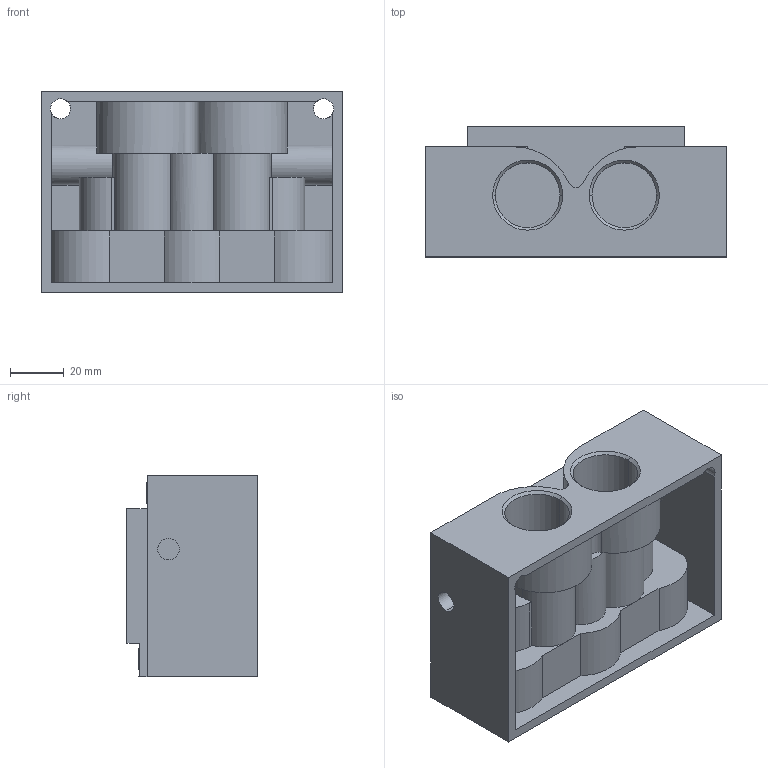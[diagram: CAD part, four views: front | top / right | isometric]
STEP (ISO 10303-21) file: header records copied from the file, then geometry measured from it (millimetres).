
FILE_DESCRIPTION (( 'STEP AP203' ), '1' );
FILE_NAME ('SIB54-S.STEP', '2016-01-15T05:26:56', ( 'yrd8' ), ( 'Hewlett-Packard Company' ), 'SwSTEP 2.0', 'SolidWorks 2008', '' );
FILE_SCHEMA (( 'CONFIG_CONTROL_DESIGN' ));
Length unit declared in the file: millimetre
Products named in the file (1): SIB54-S
Bounding box: 112 x 48.5 x 75 mm (x, y, z)
Volume: 207496.9 mm3; surface area: 61320.4 mm2
Topology: 1 solids, 1 shells, 286 faces, 743 edges, 488 vertices
Faces by surface type: plane 177, cylinder 68, bspline 31, cone 10
Entity records: 10621 total; most frequent: CARTESIAN_POINT 3597, ORIENTED_EDGE 1486, DIRECTION 1348, EDGE_CURVE 743, LINE 502, VECTOR 502, VERTEX_POINT 488, AXIS2_PLACEMENT_3D 423
